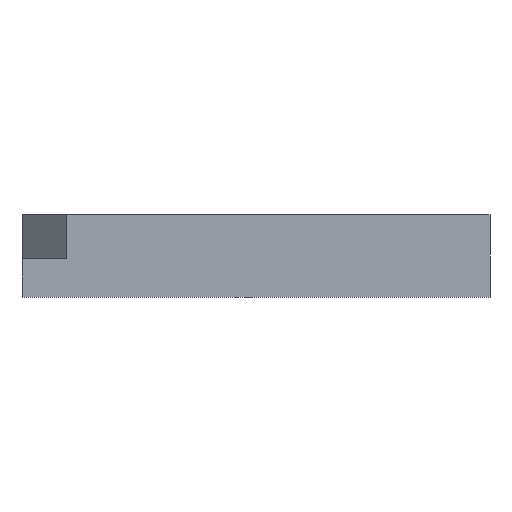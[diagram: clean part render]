
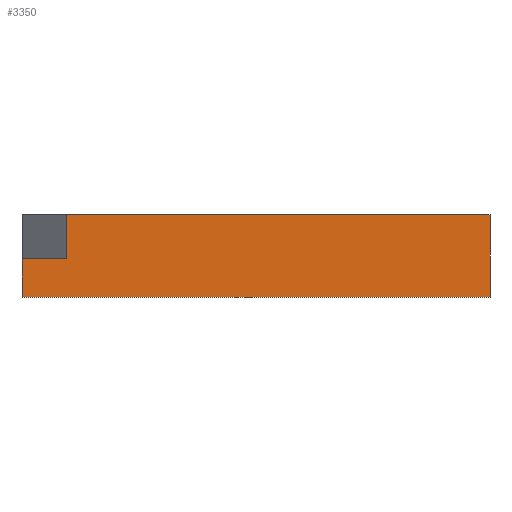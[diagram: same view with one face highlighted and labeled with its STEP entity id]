
A CAD part, front view. The second image highlights one B-rep face of the part: STEP entity #3350.
In plain terms, the highlighted planar face has unit normal (0, -1, 0).
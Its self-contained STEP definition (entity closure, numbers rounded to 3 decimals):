
#592=FACE_OUTER_BOUND('',#794,.T.);
#794=EDGE_LOOP('',(#2243,#2244,#2245,#2246,#2247,#2248));
#1097=LINE('',#5461,#1217);
#1099=LINE('',#5466,#1219);
#1100=LINE('',#5467,#1220);
#1101=LINE('',#5469,#1221);
#1102=LINE('',#5471,#1222);
#1103=LINE('',#5472,#1223);
#1217=VECTOR('',#4161,7.);
#1219=VECTOR('',#4165,8.);
#1220=VECTOR('',#4166,8.);
#1221=VECTOR('',#4167,85.);
#1222=VECTOR('',#4168,15.);
#1223=VECTOR('',#4169,77.);
#1337=VERTEX_POINT('',#5458);
#1338=VERTEX_POINT('',#5460);
#1339=VERTEX_POINT('',#5464);
#1340=VERTEX_POINT('',#5465);
#1341=VERTEX_POINT('',#5468);
#1342=VERTEX_POINT('',#5470);
#1737=EDGE_CURVE('',#1338,#1337,#1097,.T.);
#1739=EDGE_CURVE('',#1339,#1340,#1099,.T.);
#1740=EDGE_CURVE('',#1339,#1338,#1100,.T.);
#1741=EDGE_CURVE('',#1337,#1341,#1101,.T.);
#1742=EDGE_CURVE('',#1342,#1341,#1102,.T.);
#1743=EDGE_CURVE('',#1340,#1342,#1103,.T.);
#2243=ORIENTED_EDGE('',*,*,#1739,.F.);
#2244=ORIENTED_EDGE('',*,*,#1740,.T.);
#2245=ORIENTED_EDGE('',*,*,#1737,.T.);
#2246=ORIENTED_EDGE('',*,*,#1741,.T.);
#2247=ORIENTED_EDGE('',*,*,#1742,.F.);
#2248=ORIENTED_EDGE('',*,*,#1743,.F.);
#3244=PLANE('',#3566);
#3350=ADVANCED_FACE('',(#592),#3244,.F.);
#3566=AXIS2_PLACEMENT_3D('',#5463,#4163,#4164);
#4161=DIRECTION('',(0.,0.,-1.));
#4163=DIRECTION('center_axis',(0.,1.,0.));
#4164=DIRECTION('ref_axis',(0.,0.,1.));
#4165=DIRECTION('',(0.,0.,1.));
#4166=DIRECTION('',(-1.,0.,0.));
#4167=DIRECTION('',(1.,0.,0.));
#4168=DIRECTION('',(0.,0.,-1.));
#4169=DIRECTION('',(1.,0.,0.));
#5458=CARTESIAN_POINT('',(-42.5,-64.,0.));
#5460=CARTESIAN_POINT('',(-42.5,-64.,7.));
#5461=CARTESIAN_POINT('',(-42.5,-64.,7.));
#5463=CARTESIAN_POINT('Origin',(-42.5,-64.,15.));
#5464=CARTESIAN_POINT('',(-34.5,-64.,7.));
#5465=CARTESIAN_POINT('',(-34.5,-64.,15.));
#5466=CARTESIAN_POINT('',(-34.5,-64.,7.));
#5467=CARTESIAN_POINT('',(-34.5,-64.,7.));
#5468=CARTESIAN_POINT('',(42.5,-64.,0.));
#5469=CARTESIAN_POINT('',(-42.5,-64.,0.));
#5470=CARTESIAN_POINT('',(42.5,-64.,15.));
#5471=CARTESIAN_POINT('',(42.5,-64.,15.));
#5472=CARTESIAN_POINT('',(-34.5,-64.,15.));
